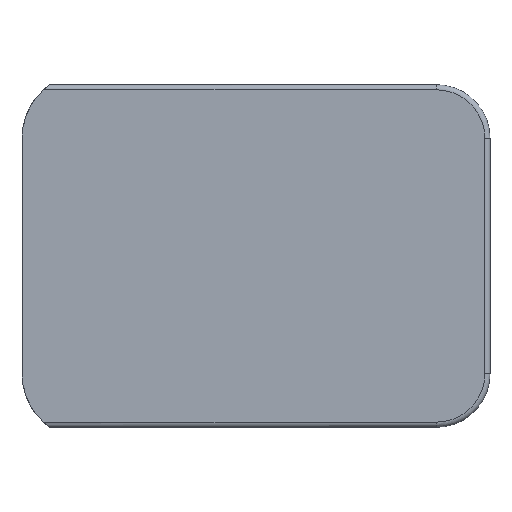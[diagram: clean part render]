
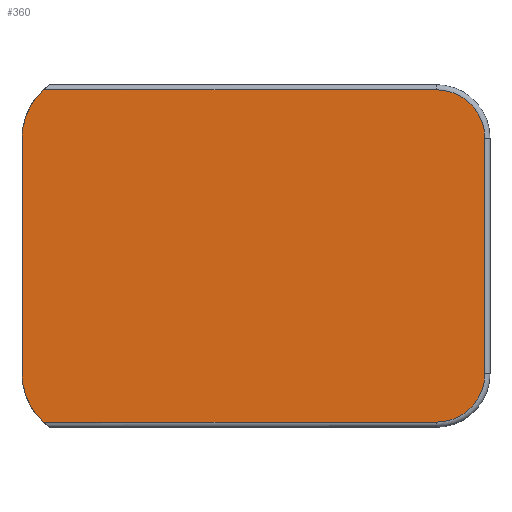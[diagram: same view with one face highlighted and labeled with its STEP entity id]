
A CAD part, top view. The second image highlights one B-rep face of the part: STEP entity #360.
In plain terms, the highlighted planar face has unit normal (0, 0, 1).
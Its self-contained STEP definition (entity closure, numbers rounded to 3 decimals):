
#27=CIRCLE('',#390,4.769);
#31=CIRCLE('',#396,4.769);
#34=CIRCLE('',#408,6.4);
#37=CIRCLE('',#413,6.4);
#65=FACE_OUTER_BOUND('',#87,.T.);
#87=EDGE_LOOP('',(#322,#323,#324,#325,#326,#327,#328,#329));
#103=LINE('',#579,#131);
#106=LINE('',#594,#134);
#108=LINE('',#620,#136);
#117=LINE('',#651,#145);
#131=VECTOR('',#451,10.);
#134=VECTOR('',#468,10.);
#136=VECTOR('',#480,10.);
#145=VECTOR('',#515,10.);
#159=VERTEX_POINT('',#562);
#160=VERTEX_POINT('',#578);
#162=VERTEX_POINT('',#584);
#164=VERTEX_POINT('',#590);
#166=VERTEX_POINT('',#596);
#168=VERTEX_POINT('',#602);
#176=VERTEX_POINT('',#644);
#178=VERTEX_POINT('',#650);
#196=EDGE_CURVE('',#159,#160,#103,.T.);
#201=EDGE_CURVE('',#160,#162,#27,.T.);
#204=EDGE_CURVE('',#162,#164,#106,.T.);
#207=EDGE_CURVE('',#164,#166,#31,.T.);
#210=EDGE_CURVE('',#166,#168,#108,.T.);
#222=EDGE_CURVE('',#176,#168,#34,.T.);
#225=EDGE_CURVE('',#178,#176,#117,.T.);
#229=EDGE_CURVE('',#159,#178,#37,.T.);
#322=ORIENTED_EDGE('',*,*,#196,.F.);
#323=ORIENTED_EDGE('',*,*,#229,.T.);
#324=ORIENTED_EDGE('',*,*,#225,.T.);
#325=ORIENTED_EDGE('',*,*,#222,.T.);
#326=ORIENTED_EDGE('',*,*,#210,.F.);
#327=ORIENTED_EDGE('',*,*,#207,.F.);
#328=ORIENTED_EDGE('',*,*,#204,.F.);
#329=ORIENTED_EDGE('',*,*,#201,.F.);
#339=PLANE('',#415);
#360=ADVANCED_FACE('',(#65),#339,.T.);
#390=AXIS2_PLACEMENT_3D('',#588,#461,#462);
#396=AXIS2_PLACEMENT_3D('',#600,#475,#476);
#408=AXIS2_PLACEMENT_3D('',#645,#508,#509);
#413=AXIS2_PLACEMENT_3D('',#657,#522,#523);
#415=AXIS2_PLACEMENT_3D('',#659,#526,#527);
#451=DIRECTION('',(1.,0.,0.));
#461=DIRECTION('center_axis',(0.,0.,-1.));
#462=DIRECTION('ref_axis',(0.707,0.707,0.));
#468=DIRECTION('',(0.,-1.,0.));
#475=DIRECTION('center_axis',(0.,0.,-1.));
#476=DIRECTION('ref_axis',(0.707,-0.707,0.));
#480=DIRECTION('',(-1.,0.,0.));
#508=DIRECTION('center_axis',(0.,0.,1.));
#509=DIRECTION('ref_axis',(-1.,0.,0.));
#515=DIRECTION('',(0.,-1.,0.));
#522=DIRECTION('center_axis',(0.,0.,1.));
#523=DIRECTION('ref_axis',(0.,1.,0.));
#526=DIRECTION('center_axis',(0.,0.,1.));
#527=DIRECTION('ref_axis',(1.,0.,0.));
#562=CARTESIAN_POINT('',(0.481,32.669,1.5));
#578=CARTESIAN_POINT('',(39.105,32.669,1.5));
#579=CARTESIAN_POINT('',(-5.394,32.669,1.5));
#584=CARTESIAN_POINT('',(43.874,27.9,1.5));
#588=CARTESIAN_POINT('Origin',(39.105,27.9,1.5));
#590=CARTESIAN_POINT('',(43.874,4.75,1.5));
#594=CARTESIAN_POINT('',(43.874,22.113,1.5));
#596=CARTESIAN_POINT('',(39.105,-0.019,1.5));
#600=CARTESIAN_POINT('Origin',(39.105,4.75,1.5));
#602=CARTESIAN_POINT('',(0.481,-0.019,1.5));
#620=CARTESIAN_POINT('',(25.122,-0.019,1.5));
#644=CARTESIAN_POINT('',(-1.65,4.75,1.5));
#645=CARTESIAN_POINT('Origin',(4.75,4.75,1.5));
#650=CARTESIAN_POINT('',(-1.65,27.9,1.5));
#651=CARTESIAN_POINT('',(-1.65,22.113,1.5));
#657=CARTESIAN_POINT('Origin',(4.75,27.9,1.5));
#659=CARTESIAN_POINT('Origin',(11.139,16.325,1.5));
